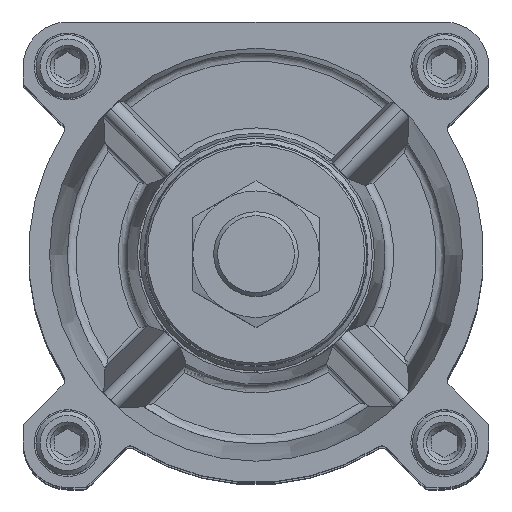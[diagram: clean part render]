
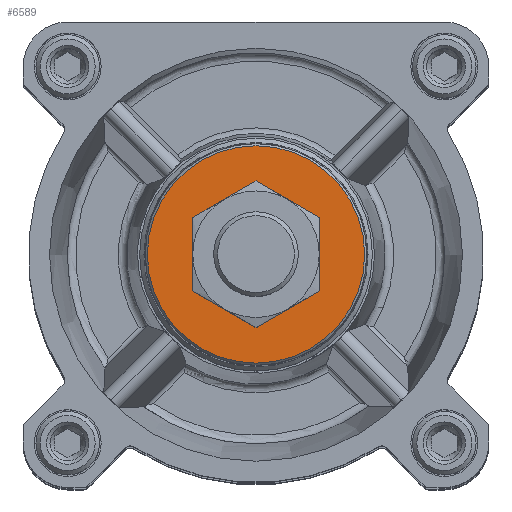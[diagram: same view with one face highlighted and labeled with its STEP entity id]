
A CAD part, top view. The second image highlights one B-rep face of the part: STEP entity #6589.
In plain terms, the highlighted planar face has unit normal (0, 0, 1).
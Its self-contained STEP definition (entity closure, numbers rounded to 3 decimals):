
#1108=PLANE('',#7278);
#1437=CIRCLE('',#7279,25.681);
#1438=CIRCLE('',#7280,12.5);
#2896=ORIENTED_EDGE('',*,*,#4119,.F.);
#2897=ORIENTED_EDGE('',*,*,#4120,.T.);
#4119=EDGE_CURVE('',#4842,#4842,#1437,.T.);
#4120=EDGE_CURVE('',#4843,#4843,#1438,.T.);
#4842=VERTEX_POINT('',#11393);
#4843=VERTEX_POINT('',#11395);
#5436=EDGE_LOOP('',(#2896));
#5437=EDGE_LOOP('',(#2897));
#5951=FACE_BOUND('',#5436,.T.);
#5952=FACE_BOUND('',#5437,.T.);
#6589=ADVANCED_FACE('',(#5951,#5952),#1108,.F.);
#7278=AXIS2_PLACEMENT_3D('',#11391,#8847,#8848);
#7279=AXIS2_PLACEMENT_3D('',#11392,#8849,#8850);
#7280=AXIS2_PLACEMENT_3D('',#11394,#8851,#8852);
#8847=DIRECTION('',(0.,0.,-1.));
#8848=DIRECTION('',(-1.,0.,0.));
#8849=DIRECTION('',(0.,0.,-1.));
#8850=DIRECTION('',(-1.,0.,0.));
#8851=DIRECTION('',(0.,0.,-1.));
#8852=DIRECTION('',(-1.,0.,0.));
#11391=CARTESIAN_POINT('',(0.,0.,38.));
#11392=CARTESIAN_POINT('',(0.,0.,38.));
#11393=CARTESIAN_POINT('',(-25.681,0.,38.));
#11394=CARTESIAN_POINT('',(0.,0.,38.));
#11395=CARTESIAN_POINT('',(-12.5,0.,38.));
